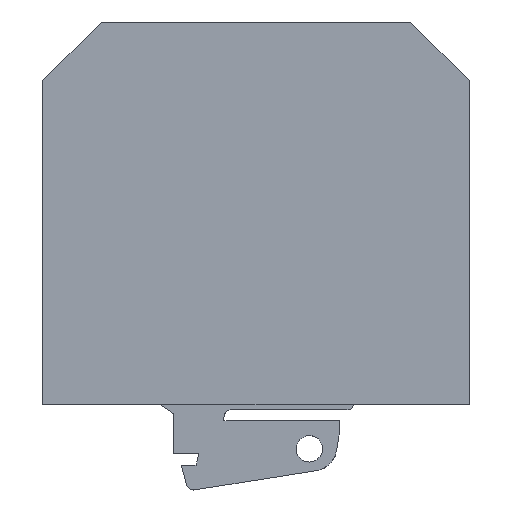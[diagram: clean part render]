
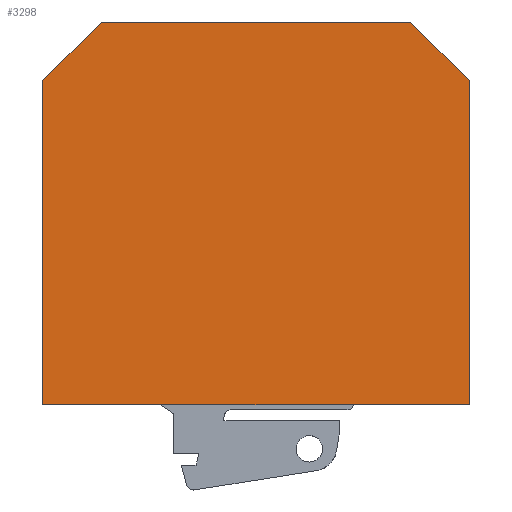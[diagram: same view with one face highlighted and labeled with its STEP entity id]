
A CAD part, left-side view. The second image highlights one B-rep face of the part: STEP entity #3298.
In plain terms, the highlighted planar face has unit normal (-1, 0, 0).
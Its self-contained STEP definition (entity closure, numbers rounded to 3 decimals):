
#3262=AXIS2_PLACEMENT_3D('Plane Axis2P3D',#3259,#3260,#3261) ;
#2146=CARTESIAN_POINT('Vertex',(0.,0.,11.596)) ;
#2149=CARTESIAN_POINT('Line Origine',(0.,29.,11.596)) ;
#2153=CARTESIAN_POINT('Vertex',(0.,58.,11.596)) ;
#3235=CARTESIAN_POINT('Vertex',(0.,0.,55.596)) ;
#3238=CARTESIAN_POINT('Line Origine',(0.,0.,33.596)) ;
#3259=CARTESIAN_POINT('Axis2P3D Location',(0.,0.,0.012)) ;
#3264=CARTESIAN_POINT('Line Origine',(0.,4.,59.596)) ;
#3268=CARTESIAN_POINT('Vertex',(0.,8.,63.596)) ;
#3271=CARTESIAN_POINT('Line Origine',(0.,29.,63.596)) ;
#3275=CARTESIAN_POINT('Vertex',(0.,50.,63.596)) ;
#3278=CARTESIAN_POINT('Line Origine',(0.,54.,59.596)) ;
#3282=CARTESIAN_POINT('Vertex',(0.,58.,55.596)) ;
#3285=CARTESIAN_POINT('Line Origine',(0.,58.,33.596)) ;
#2150=DIRECTION('Vector Direction',(0.,1.,0.)) ;
#3239=DIRECTION('Vector Direction',(0.,0.,-1.)) ;
#3260=DIRECTION('Axis2P3D Direction',(1.,-0.,0.)) ;
#3261=DIRECTION('Axis2P3D XDirection',(0.,0.,-1.)) ;
#3265=DIRECTION('Vector Direction',(0.,-0.707,-0.707)) ;
#3272=DIRECTION('Vector Direction',(0.,-1.,0.)) ;
#3279=DIRECTION('Vector Direction',(0.,-0.707,0.707)) ;
#3286=DIRECTION('Vector Direction',(0.,0.,1.)) ;
#2151=VECTOR('Line Direction',#2150,1.) ;
#3240=VECTOR('Line Direction',#3239,1.) ;
#3266=VECTOR('Line Direction',#3265,1.) ;
#3273=VECTOR('Line Direction',#3272,1.) ;
#3280=VECTOR('Line Direction',#3279,1.) ;
#3287=VECTOR('Line Direction',#3286,1.) ;
#3291=ORIENTED_EDGE('',*,*,#3270,.F.) ;
#3292=ORIENTED_EDGE('',*,*,#3277,.F.) ;
#3293=ORIENTED_EDGE('',*,*,#3284,.F.) ;
#3294=ORIENTED_EDGE('',*,*,#3289,.F.) ;
#3295=ORIENTED_EDGE('',*,*,#2155,.F.) ;
#3296=ORIENTED_EDGE('',*,*,#3242,.F.) ;
#3298=ADVANCED_FACE('Koerper.2',(#3297),#3263,.F.) ;
#2155=EDGE_CURVE('',#2147,#2154,#2152,.T.) ;
#3242=EDGE_CURVE('',#3236,#2147,#3241,.T.) ;
#3270=EDGE_CURVE('',#3269,#3236,#3267,.T.) ;
#3277=EDGE_CURVE('',#3276,#3269,#3274,.T.) ;
#3284=EDGE_CURVE('',#3283,#3276,#3281,.T.) ;
#3289=EDGE_CURVE('',#2154,#3283,#3288,.T.) ;
#3290=EDGE_LOOP('',(#3291,#3292,#3293,#3294,#3295,#3296)) ;
#3297=FACE_OUTER_BOUND('',#3290,.T.) ;
#2152=LINE('Line',#2149,#2151) ;
#3241=LINE('Line',#3238,#3240) ;
#3267=LINE('Line',#3264,#3266) ;
#3274=LINE('Line',#3271,#3273) ;
#3281=LINE('Line',#3278,#3280) ;
#3288=LINE('Line',#3285,#3287) ;
#3263=PLANE('',#3262) ;
#2147=VERTEX_POINT('',#2146) ;
#2154=VERTEX_POINT('',#2153) ;
#3236=VERTEX_POINT('',#3235) ;
#3269=VERTEX_POINT('',#3268) ;
#3276=VERTEX_POINT('',#3275) ;
#3283=VERTEX_POINT('',#3282) ;
